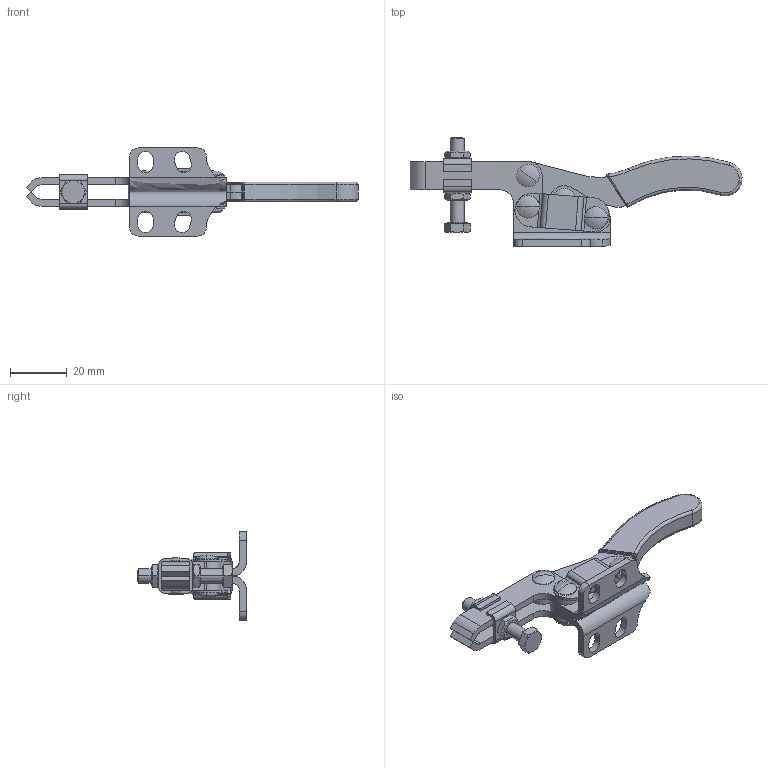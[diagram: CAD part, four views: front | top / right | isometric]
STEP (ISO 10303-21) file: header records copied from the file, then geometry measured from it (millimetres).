
FILE_DESCRIPTION((''),'2;1');
FILE_NAME('MH2UB GUARD.stp','2009-11-06T11:51:48',('David'),(''),'Autodesk Inventor 8','Autodesk Inventor 8','');
FILE_SCHEMA(('AUTOMOTIVE_DESIGN { 1 0 10303 214 1 1 1 1 }'));
Length unit declared in the file: millimetre
Products named in the file (7): MH2UB GUARD; MH2 B SIDEPLATE GUARD ASSEMBLY; MH2 LINK GUARD ASSEMBLY; MH2 HANDLE ASSEMBLY; ISO 4017  (Regular Thread) M5 x 30; MH2 FLANGED WASHER ASSEMBLY; MH2 U-BAR GUARD ASSEMBLY
Assembly tree (6 placements, depth 2):
  MH2UB GUARD
    MH2 B SIDEPLATE GUARD ASSEMBLY
    MH2 LINK GUARD ASSEMBLY
    MH2 HANDLE ASSEMBLY
    ISO 4017  (Regular Thread) M5 x 30
    MH2 FLANGED WASHER ASSEMBLY
    MH2 U-BAR GUARD ASSEMBLY
Bounding box: 117.38 x 38.5 x 31.19 mm (x, y, z)
Volume: 15480.2 mm3; surface area: 14655.7 mm2
Topology: 7 solids, 9 shells, 397 faces, 999 edges, 647 vertices
Faces by surface type: cylinder 114, bspline 114, plane 109, cone 30, torus 22, sphere 8
Entity records: 14016 total; most frequent: CARTESIAN_POINT 4376, DIRECTION 2001, ORIENTED_EDGE 1998, EDGE_CURVE 999, AXIS2_PLACEMENT_3D 766, VERTEX_POINT 647, CIRCLE 470, VECTOR 469
